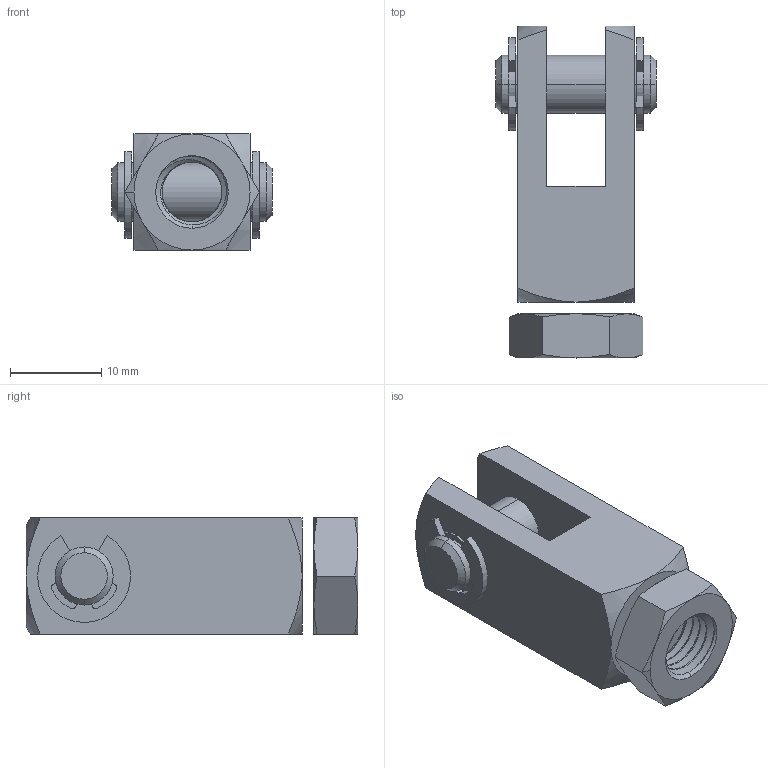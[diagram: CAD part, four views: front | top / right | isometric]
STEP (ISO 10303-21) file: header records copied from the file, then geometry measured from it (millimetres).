
FILE_DESCRIPTION (( 'STEP AP203' ), '1' );
FILE_NAME ('6498K43_Rod Clevis with Pin for 1-1 16 Bore Size Round Body Air Cylinder.STEP', '2021-09-09T04:49:12', ( 'Administrator' ), ( 'Managed by Terraform' ), 'SwSTEP 2.0', 'SolidWorks 2017', '' );
FILE_SCHEMA (( 'CONFIG_CONTROL_DESIGN' ));
Length unit declared in the file: inch
Products named in the file (1): 6498K43_Rod Clevis with Pin for 1-1 16 Bore Size Round Body Air Cylinder
Bounding box: 17.53 x 36.32 x 12.7 mm (x, y, z)
Volume: 3762.8 mm3; surface area: 3713.5 mm2
Topology: 5 solids, 5 shells, 163 faces, 415 edges, 265 vertices
Faces by surface type: cylinder 77, plane 44, cone 36, bspline 6
Entity records: 10245 total; most frequent: CARTESIAN_POINT 6495, ORIENTED_EDGE 830, DIRECTION 711, EDGE_CURVE 415, AXIS2_PLACEMENT_3D 281, VERTEX_POINT 265, EDGE_LOOP 174, ADVANCED_FACE 163
